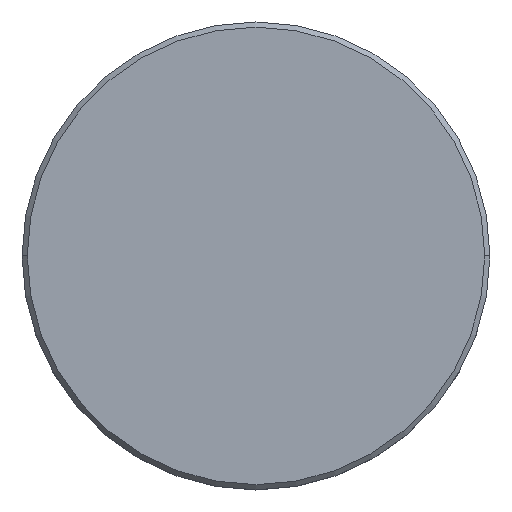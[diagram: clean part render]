
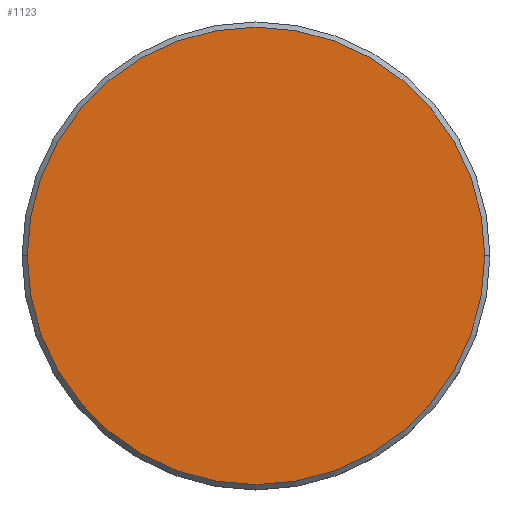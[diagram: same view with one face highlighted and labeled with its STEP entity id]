
A CAD part, top view. The second image highlights one B-rep face of the part: STEP entity #1123.
In plain terms, the highlighted planar face has unit normal (0, 0, 1).
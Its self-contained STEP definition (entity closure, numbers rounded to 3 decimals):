
#18 = VERTEX_POINT ( 'NONE', #753 ) ;
#26 = AXIS2_PLACEMENT_3D ( 'NONE', #1043, #781, #687 ) ;
#37 = DIRECTION ( 'NONE',  ( 1., 0., 0. ) ) ;
#48 = ORIENTED_EDGE ( 'NONE', *, *, #1086, .T. ) ;
#85 = ORIENTED_EDGE ( 'NONE', *, *, #1133, .T. ) ;
#260 = CIRCLE ( 'NONE', #26, 22. ) ;
#360 = VERTEX_POINT ( 'NONE', #626 ) ;
#447 = EDGE_LOOP ( 'NONE', ( #85, #48 ) ) ;
#626 = CARTESIAN_POINT ( 'NONE',  ( 22., 0., 0. ) ) ;
#660 = CARTESIAN_POINT ( 'NONE',  ( 0., 0., 0. ) ) ;
#663 = AXIS2_PLACEMENT_3D ( 'NONE', #660, #934, #673 ) ;
#673 = DIRECTION ( 'NONE',  ( 1., 0., 0. ) ) ;
#687 = DIRECTION ( 'NONE',  ( 1., 0., 0. ) ) ;
#753 = CARTESIAN_POINT ( 'NONE',  ( -22., 0., 0. ) ) ;
#781 = DIRECTION ( 'NONE',  ( 0., 0., 1. ) ) ;
#865 = PLANE ( 'NONE',  #1094 ) ;
#870 = CARTESIAN_POINT ( 'NONE',  ( 0., 0., 0. ) ) ;
#934 = DIRECTION ( 'NONE',  ( 0., 0., 1. ) ) ;
#937 = DIRECTION ( 'NONE',  ( 0., 0., 1. ) ) ;
#1043 = CARTESIAN_POINT ( 'NONE',  ( 0., 0., 0. ) ) ;
#1086 = EDGE_CURVE ( 'NONE', #360, #18, #1114, .T. ) ;
#1094 = AXIS2_PLACEMENT_3D ( 'NONE', #870, #937, #37 ) ;
#1114 = CIRCLE ( 'NONE', #663, 22. ) ;
#1123 = ADVANCED_FACE ( 'NONE', ( #1132 ), #865, .T. ) ;
#1132 = FACE_OUTER_BOUND ( 'NONE', #447, .T. ) ;
#1133 = EDGE_CURVE ( 'NONE', #18, #360, #260, .T. ) ;
